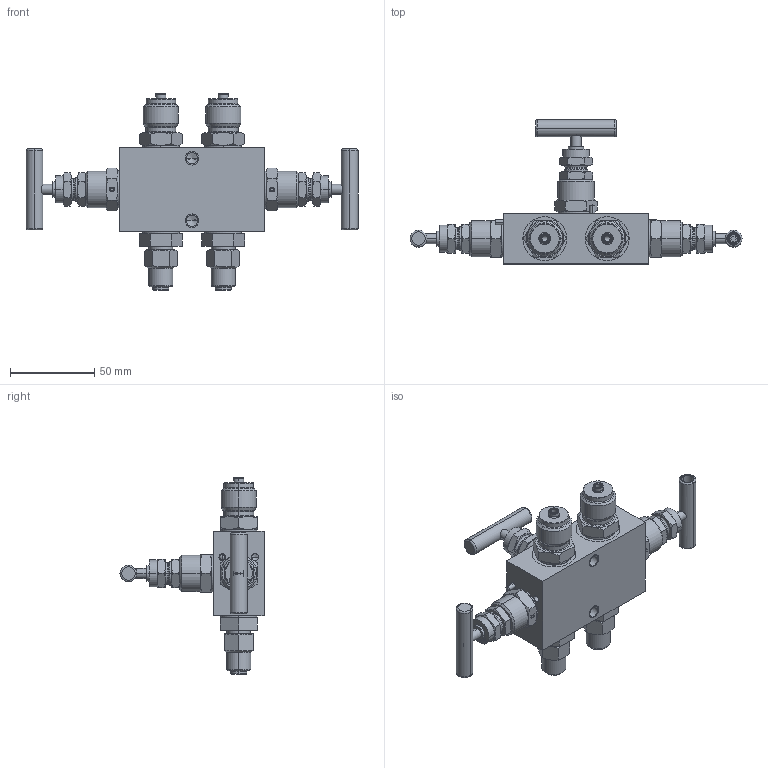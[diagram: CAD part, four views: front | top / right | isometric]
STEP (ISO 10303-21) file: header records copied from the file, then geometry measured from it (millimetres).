
FILE_DESCRIPTION((''),'2;1');
FILE_NAME('3502CDBBBBAA_ASM','2014-10-23T',('Denis Valentini'),(''),'PRO/ENGINEER BY PARAMETRIC TECHNOLOGY CORPORATION, 2013410','PRO/ENGINEER BY PARAMETRIC TECHNOLOGY CORPORATION, 2013410','');
FILE_SCHEMA(('CONFIG_CONTROL_DESIGN'));
Length unit declared in the file: millimetre
Products named in the file (22): C3502-0001-001; C0030-0002-001; C0030-0006-001; C0030-0010-001; C0030-0008-000; C0030-0001-001; C0030-0022-001_AF1_ASM; C0030-0004-001; C0030-0003-001_AF1; C0030-0016-001_ASM; A0030-0001-001_ASM; N0080000019; C0010-0004-001; C0010-0001-001; N0115000001; C0010-0006-001; C0520-33-01; C0550-09-00; C0550-10-00; C0550-11-00; A0550-03-00_ASM; 3502CDBBBBAA_ASM
Assembly tree (33 placements, depth 4):
  3502CDBBBBAA_ASM
    C3502-0001-001
    A0030-0001-001_ASM  x3
      C0030-0002-001
      C0030-0006-001
      C0030-0010-001
      C0030-0022-001_AF1_ASM
        C0030-0008-000
        C0030-0001-001
      C0030-0016-001_ASM
        C0030-0004-001
        C0030-0003-001_AF1
    N0080000019  x3
    C0010-0004-001  x2
    C0010-0001-001  x3
    N0115000001  x3
    C0010-0006-001
    C0520-33-01  x2
    A0550-03-00_ASM  x2
      C0550-09-00
      C0550-10-00
      C0550-11-00
Bounding box: 196.8 x 85.4 x 116.4 mm (x, y, z)
Volume: 201028.9 mm3; surface area: 103800.1 mm2
Topology: 45 solids, 88 shells, 1858 faces, 4437 edges, 2752 vertices
Faces by surface type: plane 849, cylinder 498, cone 319, torus 156, bspline 24, sphere 12
Entity records: 29620 total; most frequent: CARTESIAN_POINT 6236, DIRECTION 4981, ORIENTED_EDGE 4528, EDGE_CURVE 2312, AXIS2_PLACEMENT_3D 1750, VECTOR 1481, LINE 1481, VERTEX_POINT 1472
